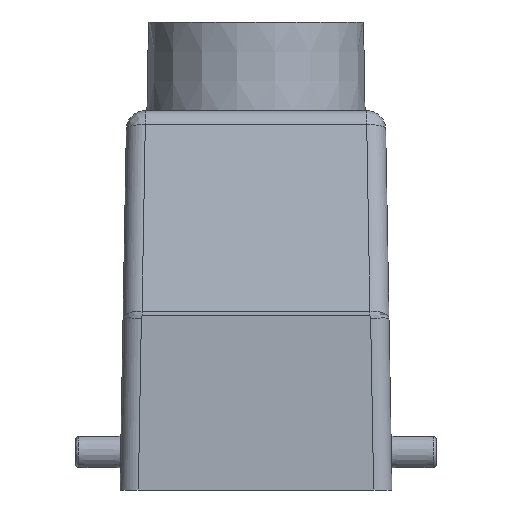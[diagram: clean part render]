
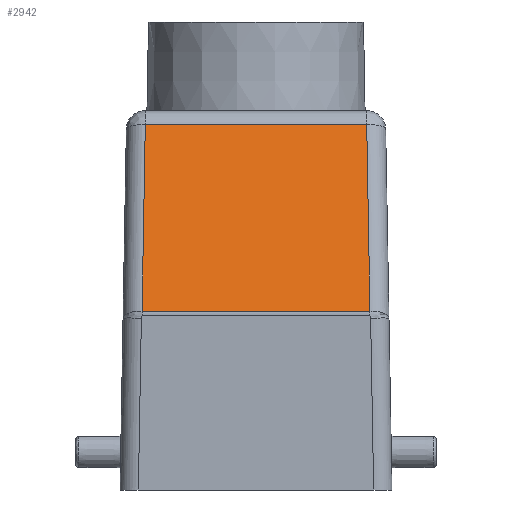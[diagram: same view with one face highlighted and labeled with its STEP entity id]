
A CAD part, left-side view. The second image highlights one B-rep face of the part: STEP entity #2942.
In plain terms, the highlighted planar face has unit normal (-0.966, 0, 0.259).
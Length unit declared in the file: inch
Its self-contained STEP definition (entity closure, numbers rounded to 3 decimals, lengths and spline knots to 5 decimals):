
#66 = EDGE_CURVE ( 'NONE', #3081, #258, #3875, .T. ) ;
#252 = DIRECTION ( 'NONE',  ( 0., 1., 0. ) ) ;
#258 = VERTEX_POINT ( 'NONE', #1875 ) ;
#343 = AXIS2_PLACEMENT_3D ( 'NONE', #7840, #1136, #4899 ) ;
#352 = CARTESIAN_POINT ( 'NONE',  ( -0.98499, 0., 2.27466 ) ) ;
#591 = VERTEX_POINT ( 'NONE', #2157 ) ;
#700 = VECTOR ( 'NONE', #252, 39.37008 ) ;
#802 = ORIENTED_EDGE ( 'NONE', *, *, #6441, .F. ) ;
#843 = EDGE_CURVE ( 'NONE', #258, #591, #6396, .T. ) ;
#846 = CARTESIAN_POINT ( 'NONE',  ( -1.59131, 0.72865, 0.01187 ) ) ;
#910 = ORIENTED_EDGE ( 'NONE', *, *, #4288, .F. ) ;
#955 = LINE ( 'NONE', #352, #1376 ) ;
#1136 = DIRECTION ( 'NONE',  ( 0.966, 0., -0.259 ) ) ;
#1376 = VECTOR ( 'NONE', #6300, 39.37008 ) ;
#1444 = CARTESIAN_POINT ( 'NONE',  ( -1.59131, -0.72865, 0.01187 ) ) ;
#1859 = VECTOR ( 'NONE', #7556, 39.37008 ) ;
#1875 = CARTESIAN_POINT ( 'NONE',  ( -1.29607, 0.70942, 1.11373 ) ) ;
#1879 = EDGE_LOOP ( 'NONE', ( #802, #910, #4353, #7461 ) ) ;
#2157 = CARTESIAN_POINT ( 'NONE',  ( -0.98499, 0.68916, 2.27466 ) ) ;
#2694 = LINE ( 'NONE', #1444, #7648 ) ;
#2942 = ADVANCED_FACE ( 'NONE', ( #4292 ), #5504, .F. ) ;
#3081 = VERTEX_POINT ( 'NONE', #3340 ) ;
#3340 = CARTESIAN_POINT ( 'NONE',  ( -1.29607, -0.70942, 1.11373 ) ) ;
#3355 = CARTESIAN_POINT ( 'NONE',  ( -1.29607, 0., 1.11373 ) ) ;
#3875 = LINE ( 'NONE', #3355, #700 ) ;
#4288 = EDGE_CURVE ( 'NONE', #591, #5608, #955, .T. ) ;
#4292 = FACE_OUTER_BOUND ( 'NONE', #1879, .T. ) ;
#4351 = CARTESIAN_POINT ( 'NONE',  ( -0.98499, -0.68916, 2.27466 ) ) ;
#4353 = ORIENTED_EDGE ( 'NONE', *, *, #843, .F. ) ;
#4899 = DIRECTION ( 'NONE',  ( -0.259, 0., -0.966 ) ) ;
#5504 = PLANE ( 'NONE',  #343 ) ;
#5608 = VERTEX_POINT ( 'NONE', #4351 ) ;
#6300 = DIRECTION ( 'NONE',  ( 0., -1., 0. ) ) ;
#6396 = LINE ( 'NONE', #846, #1859 ) ;
#6441 = EDGE_CURVE ( 'NONE', #5608, #3081, #2694, .T. ) ;
#6913 = DIRECTION ( 'NONE',  ( -0.259, -0.017, -0.966 ) ) ;
#7461 = ORIENTED_EDGE ( 'NONE', *, *, #66, .F. ) ;
#7556 = DIRECTION ( 'NONE',  ( 0.259, -0.017, 0.966 ) ) ;
#7648 = VECTOR ( 'NONE', #6913, 39.37008 ) ;
#7840 = CARTESIAN_POINT ( 'NONE',  ( -1.59449, 0., 0. ) ) ;
